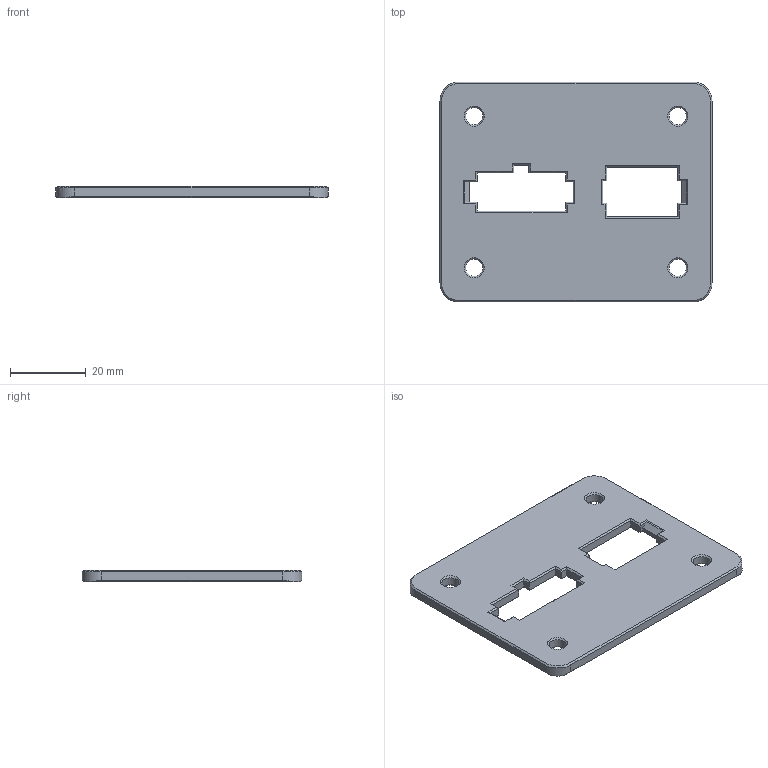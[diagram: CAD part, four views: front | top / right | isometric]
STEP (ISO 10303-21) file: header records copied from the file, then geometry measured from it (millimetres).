
FILE_DESCRIPTION( ( '' ), ' ' );
FILE_NAME( '5623ca8be4b026c912030b95.step', '2015-10-18T16:36:28', ( '' ), ( '' ), ' ', ' ', ' ' );
FILE_SCHEMA( ( 'AUTOMOTIVE_DESIGN { 1 0 10303 214 1 1 1 1 }' ) );
Length unit declared in the file: metre
Products named in the file (1): Part 1
Bounding box: 71.75 x 58 x 3 mm (x, y, z)
Volume: 10577.4 mm3; surface area: 8259.6 mm2
Topology: 1 solids, 1 shells, 120 faces, 286 edges, 168 vertices
Faces by surface type: plane 100, cone 12, cylinder 8
Full cylindrical faces by diameter (mm): 4.5 x4
Entity records: 3321 total; most frequent: CARTESIAN_POINT 563, DIRECTION 552, ORIENTED_EDGE 548, EDGE_CURVE 274, LINE 238, VECTOR 238, VERTEX_POINT 168, AXIS2_PLACEMENT_3D 157
